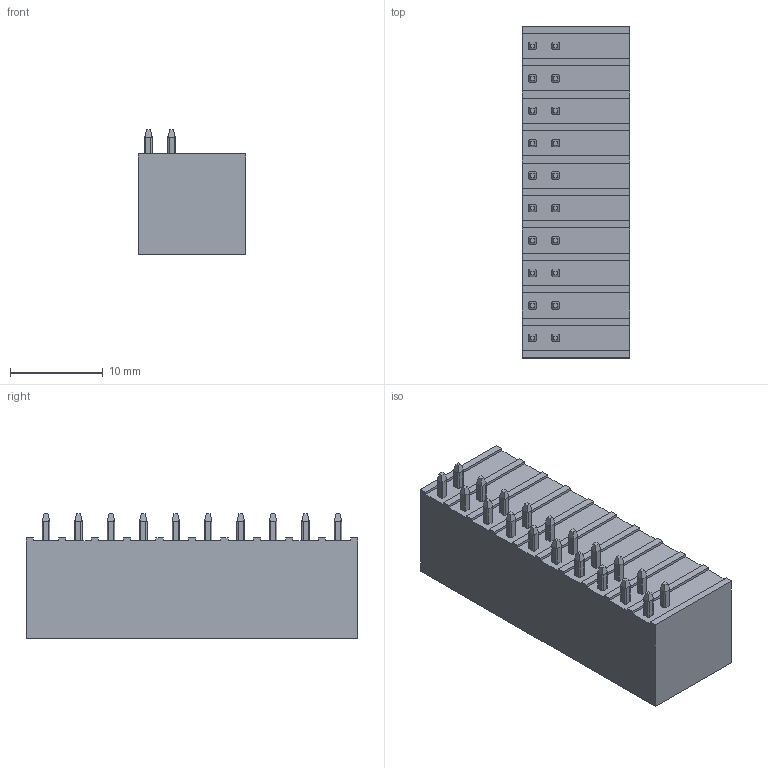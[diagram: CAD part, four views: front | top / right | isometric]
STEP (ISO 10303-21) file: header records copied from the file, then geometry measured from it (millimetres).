
FILE_DESCRIPTION((''),'2;1');
FILE_NAME('PRT0007','2024-11-18T09:52:48',('tluser'),(''),'CREO PARAMETRIC BY PTC INC, 2018100','CREO PARAMETRIC BY PTC INC, 2018100','');
FILE_SCHEMA(('CONFIG_CONTROL_DESIGN'));
Length unit declared in the file: millimetre
Products named in the file (1): PRT0007
Bounding box: 11.6 x 35.8 x 13.4 mm (x, y, z)
Volume: 3034.9 mm3; surface area: 3462.5 mm2
Topology: 1 solids, 1 shells, 901 faces, 2574 edges, 1716 vertices
Faces by surface type: plane 599, cylinder 232, extrusion 70
Entity records: 30132 total; most frequent: CARTESIAN_POINT 7003, ORIENTED_EDGE 5148, DIRECTION 4250, EDGE_CURVE 2574, VECTOR 1880, LINE 1810, VERTEX_POINT 1716, AXIS2_PLACEMENT_3D 1185
